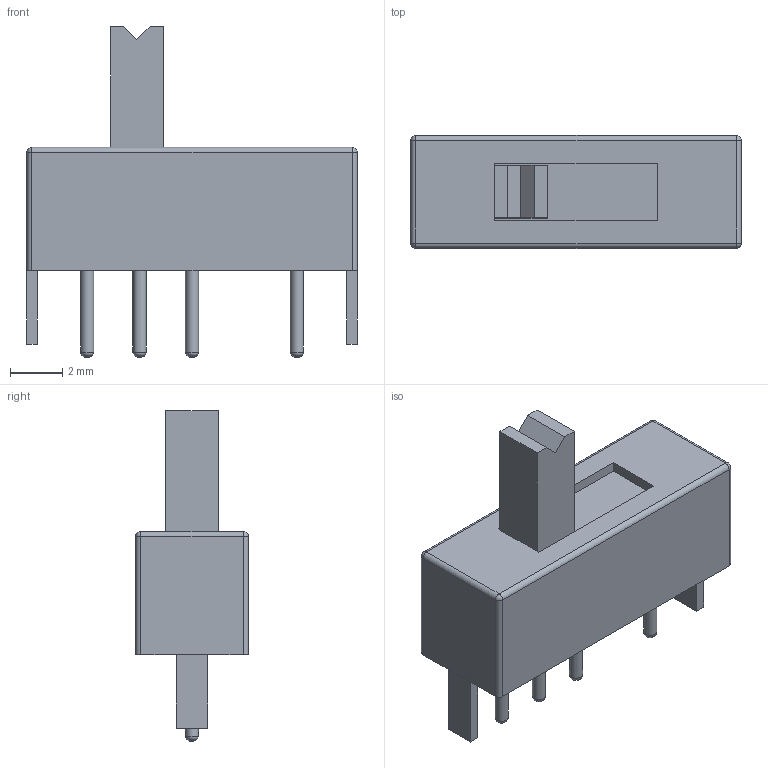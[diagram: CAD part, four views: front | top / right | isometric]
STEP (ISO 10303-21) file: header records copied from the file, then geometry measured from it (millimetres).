
FILE_DESCRIPTION(('FreeCAD Model'),'2;1');
FILE_NAME('SS13D07G4.step', '2018-10-17T21:17:30',('Author'),(''), 'Open CASCADE STEP processor 6.8','FreeCAD','Unknown');
FILE_SCHEMA(('AUTOMOTIVE_DESIGN { 1 0 10303 214 1 1 1 1 }'));
Length unit declared in the file: millimetre
Products named in the file (1): Fillet001
Bounding box: 12.6 x 4.3 x 12.6 mm (x, y, z)
Volume: 273.5 mm3; surface area: 346.1 mm2
Topology: 1 solids, 1 shells, 54 faces, 123 edges, 72 vertices
Faces by surface type: plane 34, cylinder 12, sphere 4, revolution 4
Full cylindrical faces by diameter (mm): 0.5 x4
Entity records: 3431 total; most frequent: CARTESIAN_POINT 606, DIRECTION 456, LINE 285, VECTOR 285, ORIENTED_EDGE 238, PCURVE 238, DEFINITIONAL_REPRESENTATION 238, EDGE_CURVE 119
